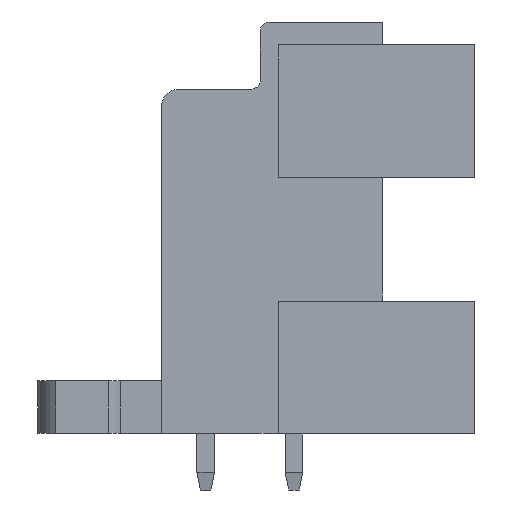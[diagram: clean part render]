
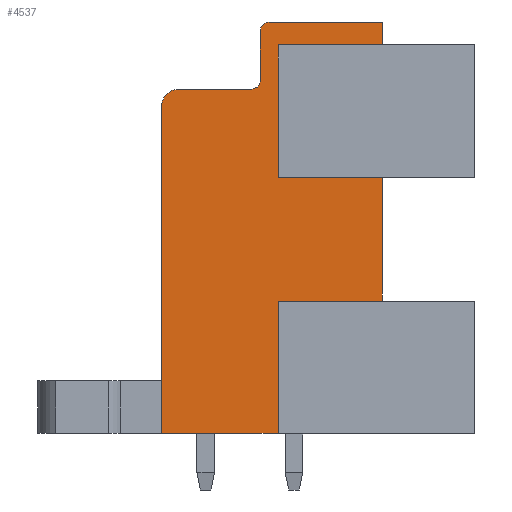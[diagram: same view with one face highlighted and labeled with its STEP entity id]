
A CAD part, left-side view. The second image highlights one B-rep face of the part: STEP entity #4537.
In plain terms, the highlighted planar face has unit normal (-1, 0, 0).
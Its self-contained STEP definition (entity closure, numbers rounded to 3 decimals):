
#2302=AXIS2_PLACEMENT_3D('Circle Axis2P3D',#2300,#2301,$) ;
#2364=AXIS2_PLACEMENT_3D('Circle Axis2P3D',#2362,#2363,$) ;
#2426=AXIS2_PLACEMENT_3D('Circle Axis2P3D',#2424,#2425,$) ;
#4508=AXIS2_PLACEMENT_3D('Plane Axis2P3D',#4505,#4506,#4507) ;
#1003=CARTESIAN_POINT('Vertex',(3.5,5.2,10.7)) ;
#1006=CARTESIAN_POINT('Line Origine',(3.5,8.15,10.7)) ;
#1010=CARTESIAN_POINT('Vertex',(3.5,11.1,10.7)) ;
#1088=CARTESIAN_POINT('Vertex',(3.5,5.2,17.7)) ;
#1091=CARTESIAN_POINT('Line Origine',(3.5,5.2,14.2)) ;
#1147=CARTESIAN_POINT('Vertex',(3.5,11.1,17.7)) ;
#1150=CARTESIAN_POINT('Line Origine',(3.5,8.15,17.7)) ;
#2155=CARTESIAN_POINT('Vertex',(3.5,5.2,25.2)) ;
#2158=CARTESIAN_POINT('Line Origine',(3.5,8.15,25.2)) ;
#2162=CARTESIAN_POINT('Vertex',(3.5,11.1,25.2)) ;
#2235=CARTESIAN_POINT('Vertex',(3.5,5.2,26.5)) ;
#2238=CARTESIAN_POINT('Line Origine',(3.5,5.2,25.85)) ;
#2266=CARTESIAN_POINT('Vertex',(3.5,11.6,26.5)) ;
#2269=CARTESIAN_POINT('Line Origine',(3.5,8.4,26.5)) ;
#2297=CARTESIAN_POINT('Vertex',(3.5,12.1,26.)) ;
#2300=CARTESIAN_POINT('Axis2P3D Location',(3.5,11.6,26.)) ;
#2328=CARTESIAN_POINT('Vertex',(3.5,12.1,23.2)) ;
#2331=CARTESIAN_POINT('Line Origine',(3.5,12.1,24.6)) ;
#2359=CARTESIAN_POINT('Vertex',(3.5,12.6,22.7)) ;
#2362=CARTESIAN_POINT('Axis2P3D Location',(3.5,12.6,23.2)) ;
#2390=CARTESIAN_POINT('Vertex',(3.5,16.7,22.7)) ;
#2393=CARTESIAN_POINT('Line Origine',(3.5,14.65,22.7)) ;
#2421=CARTESIAN_POINT('Vertex',(3.5,17.7,21.7)) ;
#2424=CARTESIAN_POINT('Axis2P3D Location',(3.5,16.7,21.7)) ;
#2531=CARTESIAN_POINT('Vertex',(3.5,17.7,3.2)) ;
#2534=CARTESIAN_POINT('Line Origine',(3.5,17.7,12.45)) ;
#2630=CARTESIAN_POINT('Vertex',(3.5,11.1,3.2)) ;
#2633=CARTESIAN_POINT('Line Origine',(3.5,14.4,3.2)) ;
#4505=CARTESIAN_POINT('Axis2P3D Location',(3.5,0.,0.)) ;
#4510=CARTESIAN_POINT('Line Origine',(3.5,11.1,21.45)) ;
#4515=CARTESIAN_POINT('Line Origine',(3.5,11.1,6.95)) ;
#1007=DIRECTION('Vector Direction',(0.,-1.,0.)) ;
#1092=DIRECTION('Vector Direction',(0.,0.,-1.)) ;
#1151=DIRECTION('Vector Direction',(0.,1.,0.)) ;
#2159=DIRECTION('Vector Direction',(0.,-1.,0.)) ;
#2239=DIRECTION('Vector Direction',(0.,0.,-1.)) ;
#2270=DIRECTION('Vector Direction',(0.,-1.,0.)) ;
#2301=DIRECTION('Axis2P3D Direction',(-1.,0.,0.)) ;
#2332=DIRECTION('Vector Direction',(0.,0.,1.)) ;
#2363=DIRECTION('Axis2P3D Direction',(-1.,0.,0.)) ;
#2394=DIRECTION('Vector Direction',(0.,-1.,0.)) ;
#2425=DIRECTION('Axis2P3D Direction',(-1.,0.,0.)) ;
#2535=DIRECTION('Vector Direction',(0.,0.,1.)) ;
#2634=DIRECTION('Vector Direction',(0.,1.,0.)) ;
#4506=DIRECTION('Axis2P3D Direction',(-1.,0.,0.)) ;
#4507=DIRECTION('Axis2P3D XDirection',(0.,-1.,0.)) ;
#4511=DIRECTION('Vector Direction',(0.,0.,1.)) ;
#4516=DIRECTION('Vector Direction',(0.,0.,1.)) ;
#1008=VECTOR('Line Direction',#1007,1.) ;
#1093=VECTOR('Line Direction',#1092,1.) ;
#1152=VECTOR('Line Direction',#1151,1.) ;
#2160=VECTOR('Line Direction',#2159,1.) ;
#2240=VECTOR('Line Direction',#2239,1.) ;
#2271=VECTOR('Line Direction',#2270,1.) ;
#2333=VECTOR('Line Direction',#2332,1.) ;
#2395=VECTOR('Line Direction',#2394,1.) ;
#2536=VECTOR('Line Direction',#2535,1.) ;
#2635=VECTOR('Line Direction',#2634,1.) ;
#4512=VECTOR('Line Direction',#4511,1.) ;
#4517=VECTOR('Line Direction',#4516,1.) ;
#4521=ORIENTED_EDGE('',*,*,#1154,.F.) ;
#4522=ORIENTED_EDGE('',*,*,#4514,.F.) ;
#4523=ORIENTED_EDGE('',*,*,#2164,.F.) ;
#4524=ORIENTED_EDGE('',*,*,#2242,.T.) ;
#4525=ORIENTED_EDGE('',*,*,#2273,.T.) ;
#4526=ORIENTED_EDGE('',*,*,#2304,.T.) ;
#4527=ORIENTED_EDGE('',*,*,#2335,.T.) ;
#4528=ORIENTED_EDGE('',*,*,#2366,.T.) ;
#4529=ORIENTED_EDGE('',*,*,#2397,.T.) ;
#4530=ORIENTED_EDGE('',*,*,#2428,.T.) ;
#4531=ORIENTED_EDGE('',*,*,#2538,.T.) ;
#4532=ORIENTED_EDGE('',*,*,#2637,.T.) ;
#4533=ORIENTED_EDGE('',*,*,#4519,.F.) ;
#4534=ORIENTED_EDGE('',*,*,#1012,.F.) ;
#4535=ORIENTED_EDGE('',*,*,#1095,.T.) ;
#4537=ADVANCED_FACE('Housing',(#4536),#4509,.T.) ;
#2303=CIRCLE('generated circle',#2302,0.5) ;
#2365=CIRCLE('generated circle',#2364,0.5) ;
#2427=CIRCLE('generated circle',#2426,1.) ;
#1012=EDGE_CURVE('',#1004,#1011,#1009,.F.) ;
#1095=EDGE_CURVE('',#1004,#1089,#1094,.F.) ;
#1154=EDGE_CURVE('',#1148,#1089,#1153,.F.) ;
#2164=EDGE_CURVE('',#2156,#2163,#2161,.F.) ;
#2242=EDGE_CURVE('',#2156,#2236,#2241,.F.) ;
#2273=EDGE_CURVE('',#2236,#2267,#2272,.F.) ;
#2304=EDGE_CURVE('',#2267,#2298,#2303,.T.) ;
#2335=EDGE_CURVE('',#2298,#2329,#2334,.F.) ;
#2366=EDGE_CURVE('',#2329,#2360,#2365,.F.) ;
#2397=EDGE_CURVE('',#2360,#2391,#2396,.F.) ;
#2428=EDGE_CURVE('',#2391,#2422,#2427,.T.) ;
#2538=EDGE_CURVE('',#2422,#2532,#2537,.F.) ;
#2637=EDGE_CURVE('',#2532,#2631,#2636,.F.) ;
#4514=EDGE_CURVE('',#2163,#1148,#4513,.F.) ;
#4519=EDGE_CURVE('',#1011,#2631,#4518,.F.) ;
#4520=EDGE_LOOP('',(#4521,#4522,#4523,#4524,#4525,#4526,#4527,#4528,#4529,#4530,#4531,#4532,#4533,#4534,#4535)) ;
#4536=FACE_OUTER_BOUND('',#4520,.T.) ;
#1009=LINE('Line',#1006,#1008) ;
#1094=LINE('Line',#1091,#1093) ;
#1153=LINE('Line',#1150,#1152) ;
#2161=LINE('Line',#2158,#2160) ;
#2241=LINE('Line',#2238,#2240) ;
#2272=LINE('Line',#2269,#2271) ;
#2334=LINE('Line',#2331,#2333) ;
#2396=LINE('Line',#2393,#2395) ;
#2537=LINE('Line',#2534,#2536) ;
#2636=LINE('Line',#2633,#2635) ;
#4513=LINE('Line',#4510,#4512) ;
#4518=LINE('Line',#4515,#4517) ;
#4509=PLANE('',#4508) ;
#1004=VERTEX_POINT('',#1003) ;
#1011=VERTEX_POINT('',#1010) ;
#1089=VERTEX_POINT('',#1088) ;
#1148=VERTEX_POINT('',#1147) ;
#2156=VERTEX_POINT('',#2155) ;
#2163=VERTEX_POINT('',#2162) ;
#2236=VERTEX_POINT('',#2235) ;
#2267=VERTEX_POINT('',#2266) ;
#2298=VERTEX_POINT('',#2297) ;
#2329=VERTEX_POINT('',#2328) ;
#2360=VERTEX_POINT('',#2359) ;
#2391=VERTEX_POINT('',#2390) ;
#2422=VERTEX_POINT('',#2421) ;
#2532=VERTEX_POINT('',#2531) ;
#2631=VERTEX_POINT('',#2630) ;
